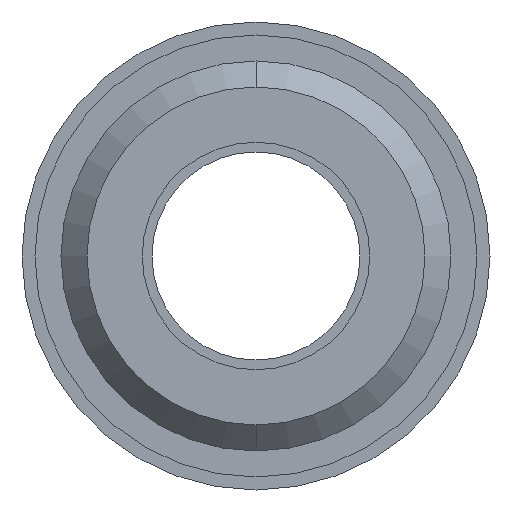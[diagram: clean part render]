
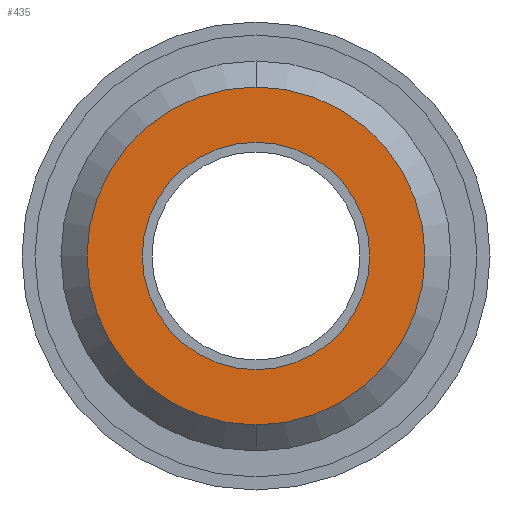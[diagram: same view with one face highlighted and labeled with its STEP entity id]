
A CAD part, front view. The second image highlights one B-rep face of the part: STEP entity #435.
In plain terms, the highlighted planar face has unit normal (0, -1, 0).
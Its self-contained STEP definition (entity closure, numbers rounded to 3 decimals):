
#4 = VERTEX_POINT ( 'NONE', #12 ) ;
#12 = CARTESIAN_POINT ( 'NONE',  ( 0., 0., 4.375 ) ) ;
#31 = CARTESIAN_POINT ( 'NONE',  ( 0., 0., 0. ) ) ;
#37 = CARTESIAN_POINT ( 'NONE',  ( 0., 0., -6.5 ) ) ;
#41 = FACE_BOUND ( 'NONE', #475, .T. ) ;
#101 = DIRECTION ( 'NONE',  ( 0., 0., 1. ) ) ;
#140 = EDGE_CURVE ( 'NONE', #702, #295, #376, .T. ) ;
#147 = DIRECTION ( 'NONE',  ( 0., -1., 0. ) ) ;
#157 = ORIENTED_EDGE ( 'NONE', *, *, #291, .F. ) ;
#188 = AXIS2_PLACEMENT_3D ( 'NONE', #428, #679, #101 ) ;
#199 = PLANE ( 'NONE',  #402 ) ;
#213 = AXIS2_PLACEMENT_3D ( 'NONE', #31, #147, #539 ) ;
#233 = CARTESIAN_POINT ( 'NONE',  ( 0., 0., 0. ) ) ;
#243 = CIRCLE ( 'NONE', #188, 6.5 ) ;
#291 = EDGE_CURVE ( 'NONE', #4, #350, #824, .T. ) ;
#295 = VERTEX_POINT ( 'NONE', #677 ) ;
#318 = ORIENTED_EDGE ( 'NONE', *, *, #140, .T. ) ;
#336 = EDGE_CURVE ( 'NONE', #295, #702, #243, .T. ) ;
#350 = VERTEX_POINT ( 'NONE', #417 ) ;
#376 = CIRCLE ( 'NONE', #213, 6.5 ) ;
#379 = ORIENTED_EDGE ( 'NONE', *, *, #336, .T. ) ;
#390 = FACE_OUTER_BOUND ( 'NONE', #581, .T. ) ;
#402 = AXIS2_PLACEMENT_3D ( 'NONE', #642, #790, #535 ) ;
#410 = EDGE_CURVE ( 'NONE', #350, #4, #738, .T. ) ;
#417 = CARTESIAN_POINT ( 'NONE',  ( 0., 0., -4.375 ) ) ;
#428 = CARTESIAN_POINT ( 'NONE',  ( 0., 0., 0. ) ) ;
#435 = ADVANCED_FACE ( 'NONE', ( #390, #41 ), #199, .F. ) ;
#475 = EDGE_LOOP ( 'NONE', ( #815, #157 ) ) ;
#521 = DIRECTION ( 'NONE',  ( 0., 0., -1. ) ) ;
#534 = AXIS2_PLACEMENT_3D ( 'NONE', #233, #741, #809 ) ;
#535 = DIRECTION ( 'NONE',  ( 0., 0., 1. ) ) ;
#539 = DIRECTION ( 'NONE',  ( 0., 0., 1. ) ) ;
#579 = AXIS2_PLACEMENT_3D ( 'NONE', #713, #637, #521 ) ;
#581 = EDGE_LOOP ( 'NONE', ( #379, #318 ) ) ;
#637 = DIRECTION ( 'NONE',  ( 0., -1., 0. ) ) ;
#642 = CARTESIAN_POINT ( 'NONE',  ( -4.375, 0., 0. ) ) ;
#677 = CARTESIAN_POINT ( 'NONE',  ( 0., 0., 6.5 ) ) ;
#679 = DIRECTION ( 'NONE',  ( 0., -1., 0. ) ) ;
#702 = VERTEX_POINT ( 'NONE', #37 ) ;
#713 = CARTESIAN_POINT ( 'NONE',  ( 0., 0., 0. ) ) ;
#738 = CIRCLE ( 'NONE', #579, 4.375 ) ;
#741 = DIRECTION ( 'NONE',  ( 0., -1., 0. ) ) ;
#790 = DIRECTION ( 'NONE',  ( 0., 1., 0. ) ) ;
#809 = DIRECTION ( 'NONE',  ( 0., 0., -1. ) ) ;
#815 = ORIENTED_EDGE ( 'NONE', *, *, #410, .F. ) ;
#824 = CIRCLE ( 'NONE', #534, 4.375 ) ;
